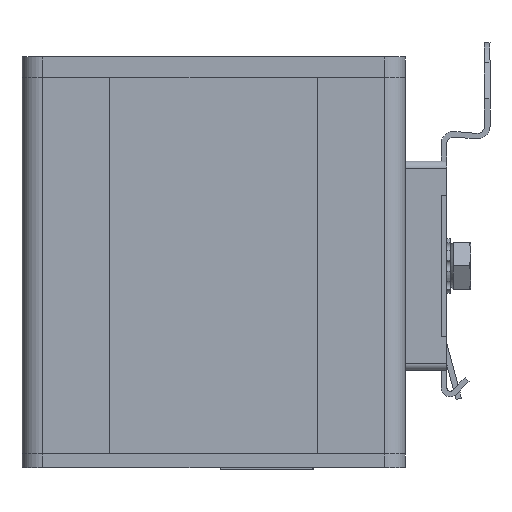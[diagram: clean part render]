
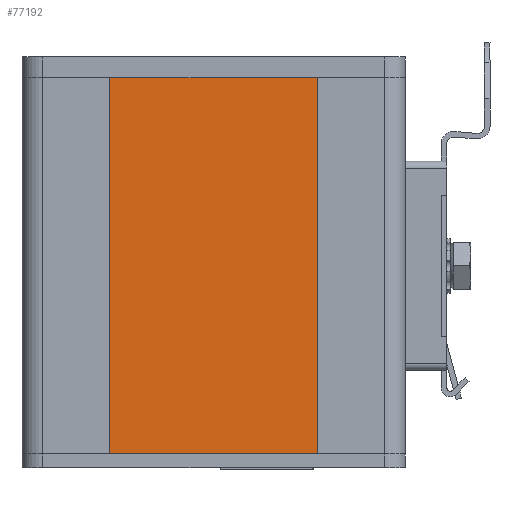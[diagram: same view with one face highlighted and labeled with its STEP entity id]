
A CAD part, left-side view. The second image highlights one B-rep face of the part: STEP entity #77192.
In plain terms, the highlighted planar face has unit normal (-1, 0, 0).
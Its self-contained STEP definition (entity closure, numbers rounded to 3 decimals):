
#2027 = CARTESIAN_POINT ( 'NONE',  ( -16.8, 15., -27. ) ) ;
#7845 = CARTESIAN_POINT ( 'NONE',  ( -16.8, 15., 27. ) ) ;
#8997 = LINE ( 'NONE', #149070, #109472 ) ;
#9790 = ORIENTED_EDGE ( 'NONE', *, *, #127020, .F. ) ;
#13101 = VERTEX_POINT ( 'NONE', #133105 ) ;
#21019 = DIRECTION ( 'NONE',  ( 0., 0., -1. ) ) ;
#21845 = DIRECTION ( 'NONE',  ( 0., -1., 0. ) ) ;
#29290 = LINE ( 'NONE', #126629, #98884 ) ;
#36335 = LINE ( 'NONE', #46282, #71193 ) ;
#40635 = VERTEX_POINT ( 'NONE', #2027 ) ;
#46282 = CARTESIAN_POINT ( 'NONE',  ( -16.8, -15., 27. ) ) ;
#46373 = ORIENTED_EDGE ( 'NONE', *, *, #90501, .T. ) ;
#59345 = ORIENTED_EDGE ( 'NONE', *, *, #136223, .T. ) ;
#66814 = DIRECTION ( 'NONE',  ( 0., -1., 0. ) ) ;
#70274 = CARTESIAN_POINT ( 'NONE',  ( -16.8, -15., 27. ) ) ;
#71193 = VECTOR ( 'NONE', #124708, 1000. ) ;
#77192 = ADVANCED_FACE ( 'NONE', ( #134911 ), #125257, .F. ) ;
#83339 = VERTEX_POINT ( 'NONE', #70274 ) ;
#86207 = DIRECTION ( 'NONE',  ( 0., 0., -1. ) ) ;
#87404 = VECTOR ( 'NONE', #66814, 1000. ) ;
#90501 = EDGE_CURVE ( 'NONE', #13101, #40635, #8997, .T. ) ;
#98497 = ORIENTED_EDGE ( 'NONE', *, *, #122284, .F. ) ;
#98884 = VECTOR ( 'NONE', #21845, 1000. ) ;
#99469 = DIRECTION ( 'NONE',  ( 1., 0., 0. ) ) ;
#99980 = VERTEX_POINT ( 'NONE', #113284 ) ;
#105729 = CARTESIAN_POINT ( 'NONE',  ( -16.8, 15., 27. ) ) ;
#109472 = VECTOR ( 'NONE', #86207, 1000. ) ;
#113284 = CARTESIAN_POINT ( 'NONE',  ( -16.8, -15., -27. ) ) ;
#121373 = EDGE_LOOP ( 'NONE', ( #59345, #98497, #9790, #46373 ) ) ;
#122276 = LINE ( 'NONE', #105729, #87404 ) ;
#122284 = EDGE_CURVE ( 'NONE', #83339, #99980, #36335, .T. ) ;
#124708 = DIRECTION ( 'NONE',  ( 0., 0., -1. ) ) ;
#125257 = PLANE ( 'NONE',  #155117 ) ;
#126629 = CARTESIAN_POINT ( 'NONE',  ( -16.8, 15., -27. ) ) ;
#127020 = EDGE_CURVE ( 'NONE', #13101, #83339, #122276, .T. ) ;
#133105 = CARTESIAN_POINT ( 'NONE',  ( -16.8, 15., 27. ) ) ;
#134911 = FACE_OUTER_BOUND ( 'NONE', #121373, .T. ) ;
#136223 = EDGE_CURVE ( 'NONE', #40635, #99980, #29290, .T. ) ;
#149070 = CARTESIAN_POINT ( 'NONE',  ( -16.8, 15., 27. ) ) ;
#155117 = AXIS2_PLACEMENT_3D ( 'NONE', #7845, #99469, #21019 ) ;
